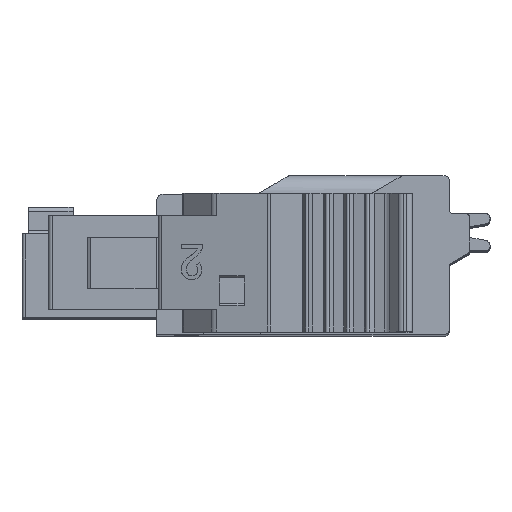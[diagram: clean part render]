
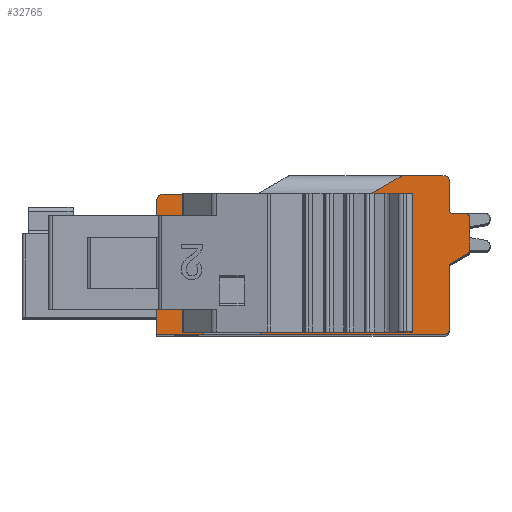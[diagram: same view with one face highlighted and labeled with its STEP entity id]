
A CAD part, top view. The second image highlights one B-rep face of the part: STEP entity #32765.
In plain terms, the highlighted planar face has unit normal (0, 0, 1).
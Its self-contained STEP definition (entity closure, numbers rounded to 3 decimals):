
#3477=DIRECTION('',(0.,-1.,0.));
#3478=VECTOR('',#3477,6.75);
#3479=CARTESIAN_POINT('',(26.932,23.438,61.775));
#3480=LINE('',#3479,#3478);
#3481=DIRECTION('',(1.,0.,0.));
#3482=VECTOR('',#3481,2.497);
#3483=CARTESIAN_POINT('',(27.901,23.438,61.775));
#3484=LINE('',#3483,#3482);
#3485=DIRECTION('',(0.866,0.5,0.));
#3486=VECTOR('',#3485,1.8);
#3487=CARTESIAN_POINT('',(30.397,23.438,61.775));
#3488=LINE('',#3487,#3486);
#3489=DIRECTION('',(1.,0.,0.));
#3490=VECTOR('',#3489,2.1);
#3491=CARTESIAN_POINT('',(31.956,24.338,61.775));
#3492=LINE('',#3491,#3490);
#3493=CARTESIAN_POINT('',(34.056,24.138,61.775));
#3494=DIRECTION('',(0.,0.,-1.));
#3495=DIRECTION('',(0.,1.,0.));
#3496=AXIS2_PLACEMENT_3D('',#3493,#3494,#3495);
#3498=DIRECTION('',(0.,-1.,0.));
#3499=VECTOR('',#3498,1.45);
#3500=CARTESIAN_POINT('',(34.256,24.138,61.775));
#3501=LINE('',#3500,#3499);
#3502=CARTESIAN_POINT('',(34.456,22.688,61.775));
#3503=DIRECTION('',(0.,0.,1.));
#3504=DIRECTION('',(-1.,0.,0.));
#3505=AXIS2_PLACEMENT_3D('',#3502,#3503,#3504);
#3507=DIRECTION('',(1.,0.,0.));
#3508=VECTOR('',#3507,0.6);
#3509=CARTESIAN_POINT('',(34.456,22.488,61.775));
#3510=LINE('',#3509,#3508);
#3511=CARTESIAN_POINT('',(35.056,22.288,61.775));
#3512=DIRECTION('',(0.,0.,-1.));
#3513=DIRECTION('',(0.,1.,0.));
#3514=AXIS2_PLACEMENT_3D('',#3511,#3512,#3513);
#3516=DIRECTION('',(0.,-1.,0.));
#3517=VECTOR('',#3516,1.585);
#3518=CARTESIAN_POINT('',(35.256,22.288,61.775));
#3519=LINE('',#3518,#3517);
#3520=CARTESIAN_POINT('',(35.056,20.703,61.775));
#3521=DIRECTION('',(0.,0.,-1.));
#3522=DIRECTION('',(1.,0.,0.));
#3523=AXIS2_PLACEMENT_3D('',#3520,#3521,#3522);
#3525=DIRECTION('',(-0.866,-0.5,0.));
#3526=VECTOR('',#3525,0.924);
#3527=CARTESIAN_POINT('',(35.156,20.53,61.775));
#3528=LINE('',#3527,#3526);
#3529=CARTESIAN_POINT('',(34.456,19.895,61.775));
#3530=DIRECTION('',(0.,0.,1.));
#3531=DIRECTION('',(-0.5,0.866,0.));
#3532=AXIS2_PLACEMENT_3D('',#3529,#3530,#3531);
#3534=DIRECTION('',(0.,-1.,0.));
#3535=VECTOR('',#3534,3.107);
#3536=CARTESIAN_POINT('',(34.256,19.895,61.775));
#3537=LINE('',#3536,#3535);
#3538=CARTESIAN_POINT('',(34.056,16.788,61.775));
#3539=DIRECTION('',(0.,0.,-1.));
#3540=DIRECTION('',(1.,0.,0.));
#3541=AXIS2_PLACEMENT_3D('',#3538,#3539,#3540);
#3543=DIRECTION('',(-1.,0.,0.));
#3544=VECTOR('',#3543,14.1);
#3545=CARTESIAN_POINT('',(34.056,16.588,61.775));
#3546=LINE('',#3545,#3544);
#3547=DIRECTION('',(0.,1.,0.));
#3548=VECTOR('',#3547,6.55);
#3549=CARTESIAN_POINT('',(19.956,16.588,61.775));
#3550=LINE('',#3549,#3548);
#3551=CARTESIAN_POINT('',(20.256,23.138,61.775));
#3552=DIRECTION('',(0.,0.,-1.));
#3553=DIRECTION('',(-1.,-0.001,0.));
#3554=AXIS2_PLACEMENT_3D('',#3551,#3552,#3553);
#3556=DIRECTION('',(1.,0.,0.));
#3557=VECTOR('',#3556,6.676);
#3558=CARTESIAN_POINT('',(20.256,23.438,61.775));
#3559=LINE('',#3558,#3557);
#3560=DIRECTION('',(0.,-1.,0.));
#3561=VECTOR('',#3560,5.73);
#3562=CARTESIAN_POINT('',(22.765,22.468,61.775));
#3563=LINE('',#3562,#3561);
#3564=DIRECTION('',(0.,1.,0.));
#3565=VECTOR('',#3564,5.73);
#3566=CARTESIAN_POINT('',(24.486,16.738,61.775));
#3567=LINE('',#3566,#3565);
#3576=DIRECTION('',(0.,-1.,0.));
#3577=VECTOR('',#3576,6.75);
#3578=CARTESIAN_POINT('',(27.901,23.438,61.775));
#3579=LINE('',#3578,#3577);
#3720=DIRECTION('',(-1.,0.,0.));
#3721=VECTOR('',#3720,0.968);
#3722=CARTESIAN_POINT('',(27.901,16.688,61.775));
#3723=LINE('',#3722,#3721);
#4347=DIRECTION('',(-1.,0.,0.));
#4348=VECTOR('',#4347,1.721);
#4349=CARTESIAN_POINT('',(24.486,16.738,61.775));
#4350=LINE('',#4349,#4348);
#4363=DIRECTION('',(1.,0.,0.));
#4364=VECTOR('',#4363,1.721);
#4365=CARTESIAN_POINT('',(22.765,22.468,61.775));
#4366=LINE('',#4365,#4364);
#22191=CARTESIAN_POINT('',(34.256,19.895,61.775));
#22192=CARTESIAN_POINT('',(34.256,16.788,61.775));
#22193=VERTEX_POINT('',#22191);
#22194=VERTEX_POINT('',#22192);
#22452=CARTESIAN_POINT('',(34.056,16.588,61.775));
#22453=VERTEX_POINT('',#22452);
#22458=CARTESIAN_POINT('',(19.956,16.588,61.775));
#22459=VERTEX_POINT('',#22458);
#22760=CARTESIAN_POINT('',(30.397,23.438,61.775));
#22761=VERTEX_POINT('',#22760);
#22762=CARTESIAN_POINT('',(27.901,23.438,61.775));
#22763=VERTEX_POINT('',#22762);
#22770=CARTESIAN_POINT('',(26.932,23.438,61.775));
#22771=VERTEX_POINT('',#22770);
#22772=CARTESIAN_POINT('',(20.256,23.438,61.775));
#22773=VERTEX_POINT('',#22772);
#22908=CARTESIAN_POINT('',(34.056,24.338,61.775));
#22909=VERTEX_POINT('',#22908);
#22910=CARTESIAN_POINT('',(31.956,24.338,61.775));
#22911=VERTEX_POINT('',#22910);
#23260=CARTESIAN_POINT('',(34.256,24.138,61.775));
#23261=VERTEX_POINT('',#23260);
#23284=CARTESIAN_POINT('',(34.256,22.688,61.775));
#23285=VERTEX_POINT('',#23284);
#23612=CARTESIAN_POINT('',(34.356,20.068,61.775));
#23613=VERTEX_POINT('',#23612);
#23614=CARTESIAN_POINT('',(35.156,20.53,61.775));
#23615=VERTEX_POINT('',#23614);
#23616=CARTESIAN_POINT('',(26.932,16.688,61.775));
#23617=VERTEX_POINT('',#23616);
#23618=CARTESIAN_POINT('',(27.901,16.688,61.775));
#23619=VERTEX_POINT('',#23618);
#23620=CARTESIAN_POINT('',(34.456,22.488,61.775));
#23621=VERTEX_POINT('',#23620);
#23622=CARTESIAN_POINT('',(35.056,22.488,61.775));
#23623=VERTEX_POINT('',#23622);
#23624=CARTESIAN_POINT('',(35.256,22.288,61.775));
#23625=VERTEX_POINT('',#23624);
#23626=CARTESIAN_POINT('',(35.256,20.703,61.775));
#23627=VERTEX_POINT('',#23626);
#23628=CARTESIAN_POINT('',(19.956,23.138,61.775));
#23629=VERTEX_POINT('',#23628);
#23630=CARTESIAN_POINT('',(22.765,22.468,61.775));
#23631=CARTESIAN_POINT('',(22.765,16.738,61.775));
#23632=VERTEX_POINT('',#23630);
#23633=VERTEX_POINT('',#23631);
#23634=CARTESIAN_POINT('',(24.486,16.738,61.775));
#23635=VERTEX_POINT('',#23634);
#23636=CARTESIAN_POINT('',(24.486,22.468,61.775));
#23637=VERTEX_POINT('',#23636);
#32715=CARTESIAN_POINT('',(26.228,21.108,61.775));
#32716=DIRECTION('',(0.,0.,1.));
#32717=DIRECTION('',(1.,0.,0.));
#32718=AXIS2_PLACEMENT_3D('',#32715,#32716,#32717);
#32719=PLANE('',#32718);
#32721=ORIENTED_EDGE('',*,*,#32720,.T.);
#32723=ORIENTED_EDGE('',*,*,#32722,.F.);
#32725=ORIENTED_EDGE('',*,*,#32724,.F.);
#32726=ORIENTED_EDGE('',*,*,#31569,.T.);
#32728=ORIENTED_EDGE('',*,*,#32727,.T.);
#32729=ORIENTED_EDGE('',*,*,#31745,.T.);
#32730=ORIENTED_EDGE('',*,*,#32169,.T.);
#32731=ORIENTED_EDGE('',*,*,#32203,.T.);
#32733=ORIENTED_EDGE('',*,*,#32732,.T.);
#32735=ORIENTED_EDGE('',*,*,#32734,.T.);
#32737=ORIENTED_EDGE('',*,*,#32736,.T.);
#32739=ORIENTED_EDGE('',*,*,#32738,.T.);
#32741=ORIENTED_EDGE('',*,*,#32740,.T.);
#32742=ORIENTED_EDGE('',*,*,#32707,.T.);
#32743=ORIENTED_EDGE('',*,*,#32696,.T.);
#32744=ORIENTED_EDGE('',*,*,#28462,.T.);
#32745=ORIENTED_EDGE('',*,*,#31472,.T.);
#32747=ORIENTED_EDGE('',*,*,#32746,.T.);
#32749=ORIENTED_EDGE('',*,*,#32748,.T.);
#32751=ORIENTED_EDGE('',*,*,#32750,.T.);
#32752=ORIENTED_EDGE('',*,*,#31579,.T.);
#32753=EDGE_LOOP('',(#32721,#32723,#32725,#32726,#32728,#32729,#32730,#32731,
#32733,#32735,#32737,#32739,#32741,#32742,#32743,#32744,#32745,#32747,#32749,
#32751,#32752));
#32754=FACE_OUTER_BOUND('',#32753,.F.);
#32756=ORIENTED_EDGE('',*,*,#32755,.T.);
#32758=ORIENTED_EDGE('',*,*,#32757,.F.);
#32760=ORIENTED_EDGE('',*,*,#32759,.T.);
#32762=ORIENTED_EDGE('',*,*,#32761,.F.);
#32763=EDGE_LOOP('',(#32756,#32758,#32760,#32762));
#32764=FACE_BOUND('',#32763,.F.);
#3497=CIRCLE('',#3496,0.2);
#3506=CIRCLE('',#3505,0.2);
#3515=CIRCLE('',#3514,0.2);
#3524=CIRCLE('',#3523,0.2);
#3533=CIRCLE('',#3532,0.2);
#3542=CIRCLE('',#3541,0.2);
#3555=CIRCLE('',#3554,0.3);
#28462=EDGE_CURVE('',#22193,#22194,#3537,.T.);
#31472=EDGE_CURVE('',#22194,#22453,#3542,.T.);
#31569=EDGE_CURVE('',#22763,#22761,#3484,.T.);
#31579=EDGE_CURVE('',#22773,#22771,#3559,.T.);
#31745=EDGE_CURVE('',#22911,#22909,#3492,.T.);
#32169=EDGE_CURVE('',#22909,#23261,#3497,.T.);
#32203=EDGE_CURVE('',#23261,#23285,#3501,.T.);
#32696=EDGE_CURVE('',#23613,#22193,#3533,.T.);
#32707=EDGE_CURVE('',#23615,#23613,#3528,.T.);
#32720=EDGE_CURVE('',#22771,#23617,#3480,.T.);
#32722=EDGE_CURVE('',#23619,#23617,#3723,.T.);
#32724=EDGE_CURVE('',#22763,#23619,#3579,.T.);
#32727=EDGE_CURVE('',#22761,#22911,#3488,.T.);
#32732=EDGE_CURVE('',#23285,#23621,#3506,.T.);
#32734=EDGE_CURVE('',#23621,#23623,#3510,.T.);
#32736=EDGE_CURVE('',#23623,#23625,#3515,.T.);
#32738=EDGE_CURVE('',#23625,#23627,#3519,.T.);
#32740=EDGE_CURVE('',#23627,#23615,#3524,.T.);
#32746=EDGE_CURVE('',#22453,#22459,#3546,.T.);
#32748=EDGE_CURVE('',#22459,#23629,#3550,.T.);
#32750=EDGE_CURVE('',#23629,#22773,#3555,.T.);
#32755=EDGE_CURVE('',#23632,#23633,#3563,.T.);
#32757=EDGE_CURVE('',#23635,#23633,#4350,.T.);
#32759=EDGE_CURVE('',#23635,#23637,#3567,.T.);
#32761=EDGE_CURVE('',#23632,#23637,#4366,.T.);
#32765=ADVANCED_FACE('',(#32754,#32764),#32719,.T.);
